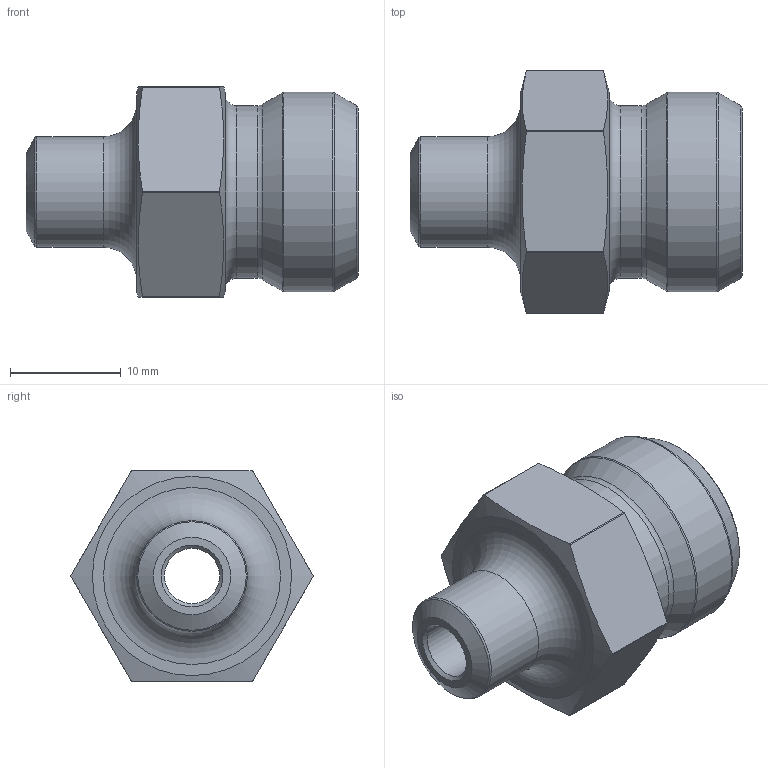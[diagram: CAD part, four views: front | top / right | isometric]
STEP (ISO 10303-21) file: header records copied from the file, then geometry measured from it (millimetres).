
FILE_DESCRIPTION(/* description */ (''),/* implementation_level */ '2;1');
FILE_NAME(/* name */ 'X-GAV1025.stp',/* time_stamp */ '2025-01-17T11:38:18+01:00',/* author */ (''),/* organization */ (''),/* preprocessor_version */ 'ST-DEVELOPER v16',/* originating_system */ 'SIEMENS PLM Software NX 10.0',/* authorisation */ '');
FILE_SCHEMA (('CONFIG_CONTROL_DESIGN'));
Length unit declared in the file: millimetre
Products named in the file (1): X-GAV1025
Bounding box: 30 x 21.91 x 19 mm (x, y, z)
Volume: 4717.4 mm3; surface area: 2597.3 mm2
Topology: 1 solids, 1 shells, 40 faces, 92 edges, 57 vertices
Faces by surface type: cylinder 12, plane 11, cone 9, torus 8
Full cylindrical faces by diameter (mm): 5 x1, 7 x1, 10 x1, 10.195 x1, 15.6 x1, 18 x1
Entity records: 1186 total; most frequent: CARTESIAN_POINT 351, DIRECTION 148, ORIENTED_EDGE 126, EDGE_LOOP 68, AXIS2_PLACEMENT_3D 68, EDGE_CURVE 63, FACE_BOUND 56, VERTEX_POINT 51
